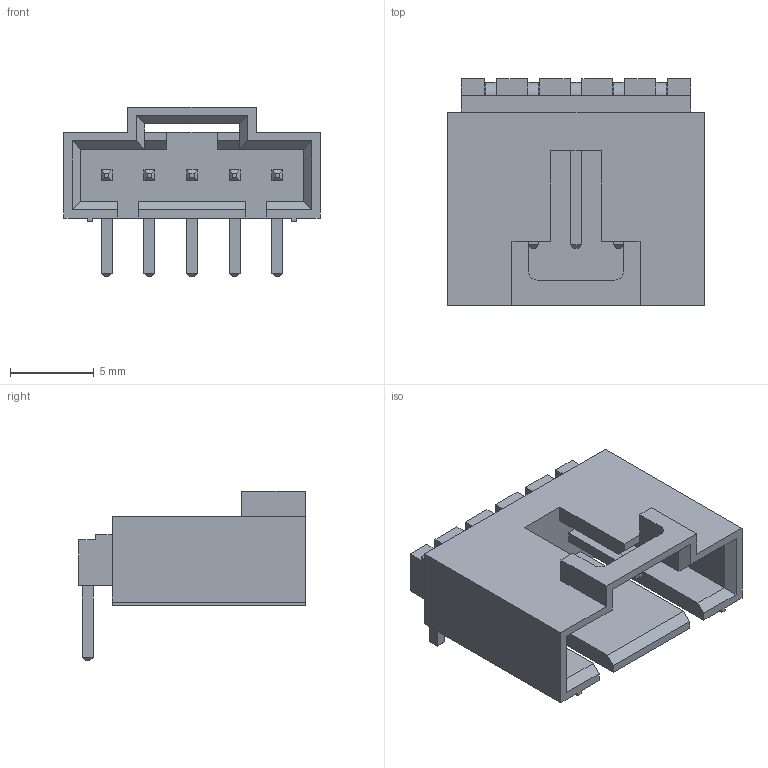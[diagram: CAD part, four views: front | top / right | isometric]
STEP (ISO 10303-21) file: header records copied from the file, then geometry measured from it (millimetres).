
FILE_DESCRIPTION (( 'STEP AP214' ), '1' );
FILE_NAME ('MX2.54-5R.STEP', '2020-11-10T12:22:07', ( 'Elessar' ), ( '' ), 'SwSTEP 2.0', 'SolidWorks 2018', '' );
FILE_SCHEMA (( 'AUTOMOTIVE_DESIGN' ));
Length unit declared in the file: millimetre
Products named in the file (1): MX2.54-5R
Bounding box: 15.25 x 13.5 x 10.1 mm (x, y, z)
Volume: 566.3 mm3; surface area: 1150.2 mm2
Topology: 1 solids, 1 shells, 191 faces, 470 edges, 290 vertices
Faces by surface type: plane 174, bspline 10, cylinder 7
Entity records: 7096 total; most frequent: CARTESIAN_POINT 1382, ORIENTED_EDGE 940, DIRECTION 858, EDGE_CURVE 470, LINE 446, VECTOR 446, VERTEX_POINT 290, AXIS2_PLACEMENT_3D 206
